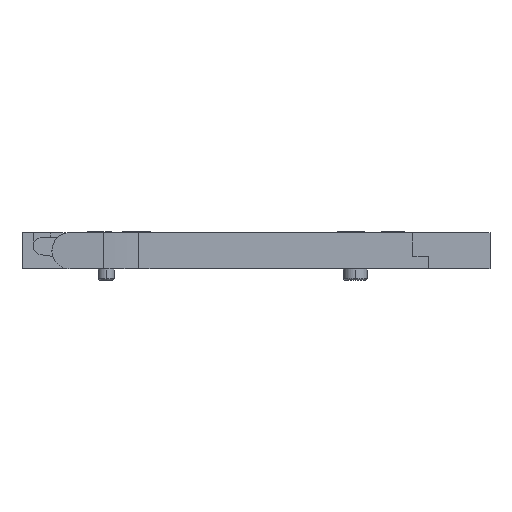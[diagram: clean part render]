
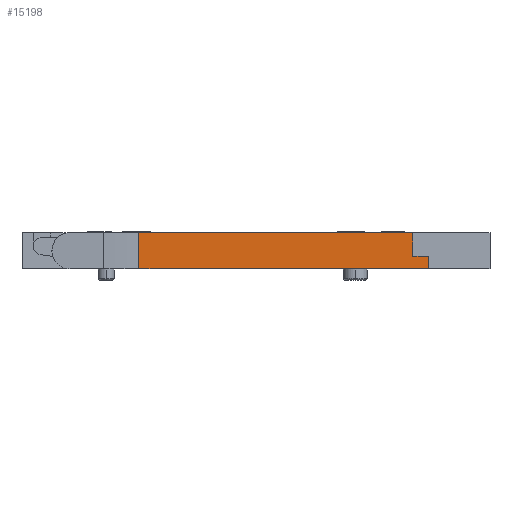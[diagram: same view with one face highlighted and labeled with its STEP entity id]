
A CAD part, left-side view. The second image highlights one B-rep face of the part: STEP entity #15198.
In plain terms, the highlighted planar face has unit normal (-1, 0, 0).
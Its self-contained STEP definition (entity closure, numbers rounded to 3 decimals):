
#153 = EDGE_CURVE ( 'NONE', #10155, #19071, #7110, .T. ) ;
#239 = DIRECTION ( 'NONE',  ( 0., 0., -1. ) ) ;
#587 = LINE ( 'NONE', #8358, #20390 ) ;
#741 = VERTEX_POINT ( 'NONE', #15246 ) ;
#2311 = VERTEX_POINT ( 'NONE', #19789 ) ;
#2347 = CARTESIAN_POINT ( 'NONE',  ( -8.6, 11.65, 2.3 ) ) ;
#2382 = DIRECTION ( 'NONE',  ( 0., 0., -1. ) ) ;
#2426 = EDGE_CURVE ( 'NONE', #15306, #19071, #17474, .T. ) ;
#3719 = VERTEX_POINT ( 'NONE', #11002 ) ;
#4126 = PLANE ( 'NONE',  #10228 ) ;
#4881 = CARTESIAN_POINT ( 'NONE',  ( -8.6, -6.95, 0.8 ) ) ;
#5549 = LINE ( 'NONE', #2347, #18337 ) ;
#5554 = ORIENTED_EDGE ( 'NONE', *, *, #2426, .F. ) ;
#5696 = EDGE_CURVE ( 'NONE', #3719, #741, #17177, .T. ) ;
#5878 = VECTOR ( 'NONE', #7484, 1000. ) ;
#6240 = EDGE_CURVE ( 'NONE', #2311, #741, #5549, .T. ) ;
#6326 = FACE_OUTER_BOUND ( 'NONE', #13832, .T. ) ;
#6588 = ORIENTED_EDGE ( 'NONE', *, *, #153, .T. ) ;
#7110 = LINE ( 'NONE', #8783, #10901 ) ;
#7111 = CARTESIAN_POINT ( 'NONE',  ( -8.6, -10.95, 0. ) ) ;
#7247 = EDGE_CURVE ( 'NONE', #15306, #3719, #15026, .T. ) ;
#7392 = DIRECTION ( 'NONE',  ( 1., 0., 0. ) ) ;
#7484 = DIRECTION ( 'NONE',  ( 0., 0., 1. ) ) ;
#8358 = CARTESIAN_POINT ( 'NONE',  ( -8.6, 7.426, 0. ) ) ;
#8783 = CARTESIAN_POINT ( 'NONE',  ( -8.6, 8.55, 0. ) ) ;
#9021 = DIRECTION ( 'NONE',  ( 0., -1., 0. ) ) ;
#10070 = ORIENTED_EDGE ( 'NONE', *, *, #5696, .T. ) ;
#10155 = VERTEX_POINT ( 'NONE', #16165 ) ;
#10228 = AXIS2_PLACEMENT_3D ( 'NONE', #13766, #7392, #12358 ) ;
#10901 = VECTOR ( 'NONE', #16798, 1000. ) ;
#11002 = CARTESIAN_POINT ( 'NONE',  ( -8.6, -9.95, 0.8 ) ) ;
#11217 = EDGE_CURVE ( 'NONE', #2311, #10155, #587, .T. ) ;
#12044 = CARTESIAN_POINT ( 'NONE',  ( -8.6, -10.95, 0.8 ) ) ;
#12358 = DIRECTION ( 'NONE',  ( 0., 1., 0. ) ) ;
#12844 = ORIENTED_EDGE ( 'NONE', *, *, #6240, .F. ) ;
#13766 = CARTESIAN_POINT ( 'NONE',  ( -8.6, 11.65, 2.3 ) ) ;
#13832 = EDGE_LOOP ( 'NONE', ( #6588, #5554, #19436, #10070, #12844, #17266 ) ) ;
#14536 = VECTOR ( 'NONE', #14596, 1000. ) ;
#14596 = DIRECTION ( 'NONE',  ( 0., 1., 0. ) ) ;
#15026 = LINE ( 'NONE', #4881, #14536 ) ;
#15198 = ADVANCED_FACE ( 'NONE', ( #6326 ), #4126, .F. ) ;
#15246 = CARTESIAN_POINT ( 'NONE',  ( -8.6, -9.95, 2.3 ) ) ;
#15306 = VERTEX_POINT ( 'NONE', #18687 ) ;
#16165 = CARTESIAN_POINT ( 'NONE',  ( -8.6, 7.426, 0. ) ) ;
#16798 = DIRECTION ( 'NONE',  ( 0., -1., 0. ) ) ;
#17177 = LINE ( 'NONE', #18924, #5878 ) ;
#17266 = ORIENTED_EDGE ( 'NONE', *, *, #11217, .T. ) ;
#17474 = LINE ( 'NONE', #12044, #19684 ) ;
#18337 = VECTOR ( 'NONE', #9021, 1000. ) ;
#18687 = CARTESIAN_POINT ( 'NONE',  ( -8.6, -10.95, 0.8 ) ) ;
#18924 = CARTESIAN_POINT ( 'NONE',  ( -8.6, -9.95, 0. ) ) ;
#19071 = VERTEX_POINT ( 'NONE', #7111 ) ;
#19436 = ORIENTED_EDGE ( 'NONE', *, *, #7247, .T. ) ;
#19684 = VECTOR ( 'NONE', #2382, 1000. ) ;
#19789 = CARTESIAN_POINT ( 'NONE',  ( -8.6, 7.426, 2.3 ) ) ;
#20390 = VECTOR ( 'NONE', #239, 1000. ) ;
